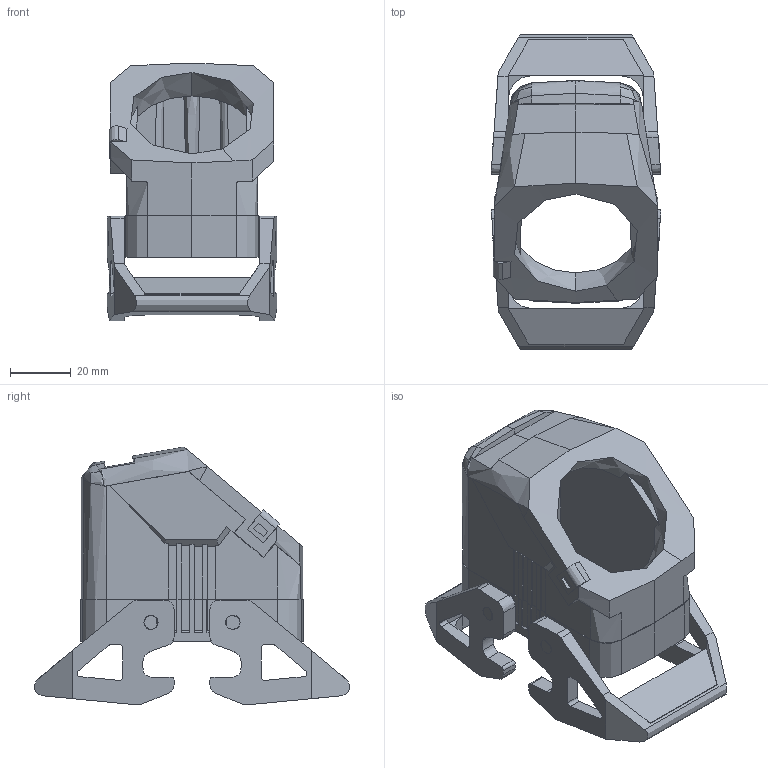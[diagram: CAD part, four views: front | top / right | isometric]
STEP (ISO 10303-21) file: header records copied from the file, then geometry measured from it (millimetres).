
FILE_DESCRIPTION(('Creo Elements/Direct Modeling STEP Export'),'2;1');
FILE_NAME('model.stp','2019-06-19T 6:26:08',(''),(''),'Creo Elements/Direct Modeling STEP processor for AP214 (Solid Model)','Creo Elements/Direct Modeling 20.1A 29-Sep-2018 (C) Parametric Technology GmbH','');
FILE_SCHEMA(('AUTOMOTIVE_DESIGN { 1 0 10303 214 1 1 1 1 }'));
Length unit declared in the file: millimetre
Products named in the file (2): HC_EVO_B10_HLWD_EL_AL-select
Assembly tree (1 placements, depth 2):
  HC_EVO_B10_HLWD_EL_AL-select
    HC_EVO_B10_HLWD_EL_AL-select
Bounding box: 56.07 x 103.95 x 85.12 mm (x, y, z)
Volume: 78131 mm3; surface area: 40861.9 mm2
Topology: 1 solids, 1 shells, 395 faces, 1116 edges, 728 vertices
Faces by surface type: plane 238, cylinder 125, bspline 18, cone 12, extrusion 2
Entity records: 20143 total; most frequent: CARTESIAN_POINT 7010, ORIENTED_EDGE 2210, DIRECTION 1866, EDGE_CURVE 1105, VECTOR 742, LINE 740, VERTEX_POINT 728, AXIS2_PLACEMENT_3D 562
